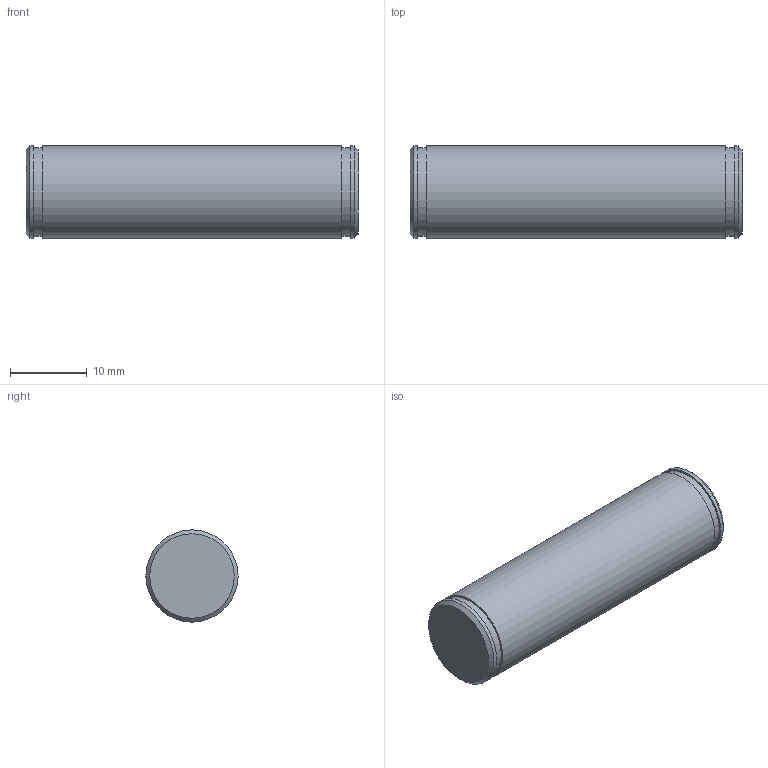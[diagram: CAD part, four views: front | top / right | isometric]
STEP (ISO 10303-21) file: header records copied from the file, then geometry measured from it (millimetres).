
FILE_DESCRIPTION(/* description */ ('Gabelbolzen'),/* implementation_level */ '2;1');
FILE_NAME(/* name */ 'JR 810671.ipt_.step',/* time_stamp */ '2024-08-29T17:26:37+02:00',/* author */ ('DIHO'),/* organization */ (''),/* preprocessor_version */ 'ST-DEVELOPER v18.1',/* originating_system */ 'Autodesk Inventor 2022',/* authorisation */ '');
FILE_SCHEMA (('AUTOMOTIVE_DESIGN { 1 0 10303 214 3 1 1 }'));
Length unit declared in the file: millimetre
Products named in the file (1): JR 810671
Bounding box: 43.2 x 12 x 12 mm (x, y, z)
Volume: 4856.3 mm3; surface area: 1865.5 mm2
Topology: 1 solids, 1 shells, 13 faces, 21 edges, 14 vertices
Faces by surface type: plane 6, cylinder 5, cone 2
Full cylindrical faces by diameter (mm): 11.5 x2, 12 x3
Entity records: 352 total; most frequent: DIRECTION 63, CARTESIAN_POINT 49, ORIENTED_EDGE 42, AXIS2_PLACEMENT_3D 28, EDGE_CURVE 21, EDGE_LOOP 17, CIRCLE 14, VERTEX_POINT 14
